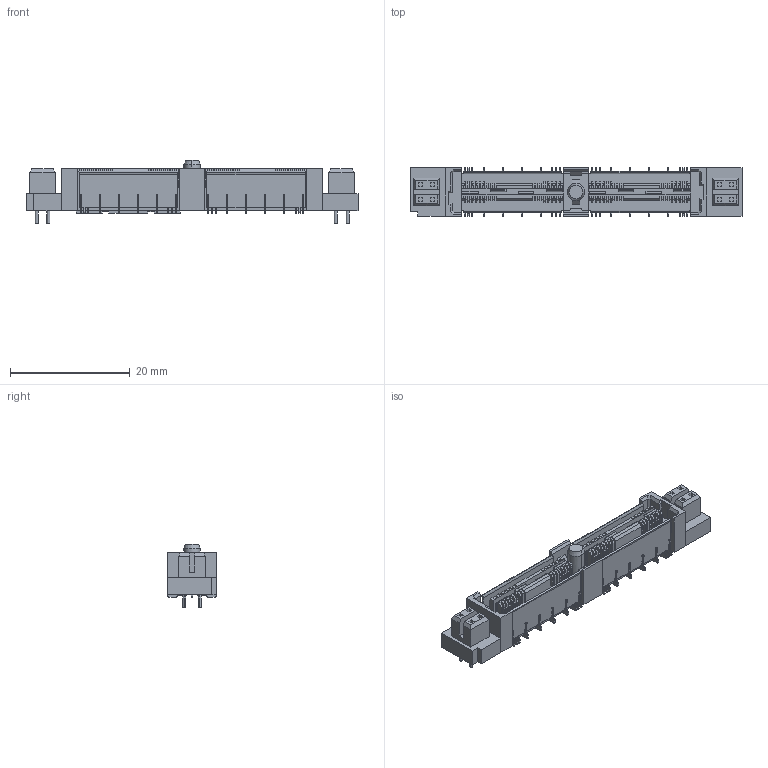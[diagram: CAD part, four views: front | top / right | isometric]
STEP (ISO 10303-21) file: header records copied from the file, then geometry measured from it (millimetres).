
FILE_DESCRIPTION((''),'2;1');
FILE_NAME('SAMTEC_QFSS-052-04.25-L-D-PC4.stp','2014-12-04T12:24:34',(''),(''),'Mechanical Desktop 2011','Mechanical Desktop 2011',', , ');
FILE_SCHEMA(('AUTOMOTIVE_DESIGN { 1 2 10303 214 1 1 1 1 }'));
Length unit declared in the file: millimetre
Products named in the file (1): Product
Bounding box: 55.55 x 8.13 x 10.62 mm (x, y, z)
Volume: 1892.5 mm3; surface area: 3897.2 mm2
Topology: 110 solids, 110 shells, 2049 faces, 5438 edges, 3614 vertices
Faces by surface type: plane 1413, cylinder 602, bspline 32, cone 2
Entity records: 63332 total; most frequent: CARTESIAN_POINT 11198, ORIENTED_EDGE 10876, DIRECTION 10684, EDGE_CURVE 5438, VECTOR 4228, LINE 4228, VERTEX_POINT 3614, AXIS2_PLACEMENT_3D 3228
